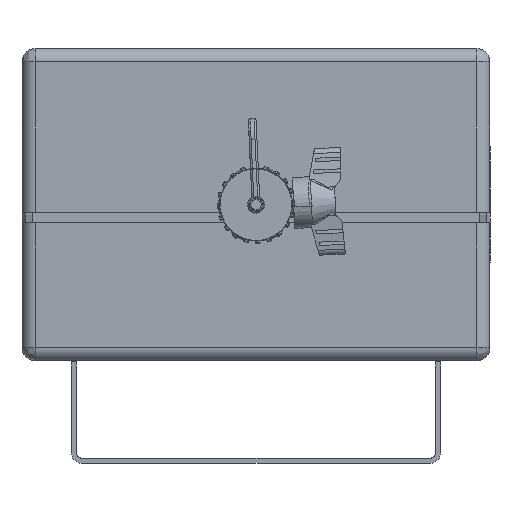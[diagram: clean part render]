
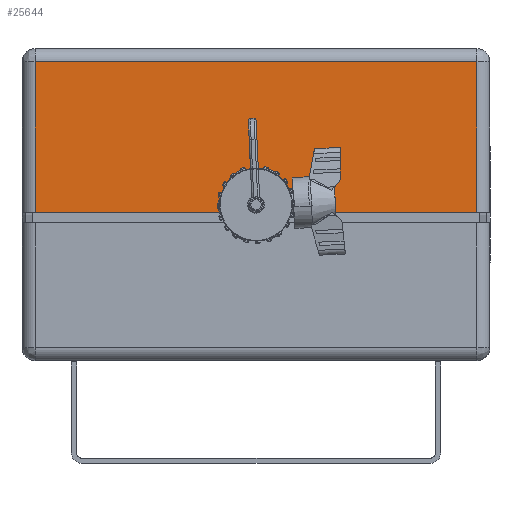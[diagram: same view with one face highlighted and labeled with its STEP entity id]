
A CAD part, front view. The second image highlights one B-rep face of the part: STEP entity #25644.
In plain terms, the highlighted planar face has unit normal (0, -1, 0).
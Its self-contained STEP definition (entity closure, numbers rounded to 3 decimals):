
#432 = CARTESIAN_POINT ( 'NONE',  ( 13.5, -465., 60. ) ) ;
#532 = VERTEX_POINT ( 'NONE', #16718 ) ;
#569 = CARTESIAN_POINT ( 'NONE',  ( -90., -465., 120. ) ) ;
#727 = EDGE_CURVE ( 'Defeature completata1_324+Defeature completata1_313+Defeature completata1_312+Defeature completata1_314', #21693, #25422, #14967, .T. ) ;
#762 = DIRECTION ( 'NONE',  ( 0., 0., -1. ) ) ;
#1516 = VERTEX_POINT ( 'NONE', #6166 ) ;
#2349 = CARTESIAN_POINT ( 'NONE',  ( 0., -465., 60. ) ) ;
#2546 = LINE ( 'NONE', #15523, #8639 ) ;
#3694 = EDGE_CURVE ( 'Defeature completata1_324+Defeature completata1_316+Defeature completata1_315+Defeature completata1_310', #25387, #4755, #2546, .T. ) ;
#3699 = DIRECTION ( 'NONE',  ( 0., 0., 1. ) ) ;
#4755 = VERTEX_POINT ( 'NONE', #33260 ) ;
#4891 = LINE ( 'NONE', #12513, #23653 ) ;
#4972 = EDGE_CURVE ( 'Defeature completata1_328+Defeature completata1_324+Defeature completata1_323+Defeature completata1_322', #1516, #19491, #23187, .T. ) ;
#5270 = ORIENTED_EDGE ( 'NONE', *, *, #16160, .T. ) ;
#5927 = DIRECTION ( 'NONE',  ( 0., 0., 1. ) ) ;
#6166 = CARTESIAN_POINT ( 'NONE',  ( -85., -465., 115. ) ) ;
#6305 = LINE ( 'NONE', #16852, #22267 ) ;
#6498 = DIRECTION ( 'NONE',  ( 1., 0., 0. ) ) ;
#7986 = CARTESIAN_POINT ( 'NONE',  ( 0., -465., 60. ) ) ;
#8196 = FACE_OUTER_BOUND ( 'NONE', #10867, .T. ) ;
#8639 = VECTOR ( 'NONE', #26448, 1000. ) ;
#8940 = EDGE_CURVE ( 'Defeature completata1_324+Defeature completata1_312+Defeature completata1_311+Defeature completata1_313', #31274, #21693, #4891, .T. ) ;
#9104 = CARTESIAN_POINT ( 'NONE',  ( -85., -465., 57. ) ) ;
#9451 = CARTESIAN_POINT ( 'NONE',  ( -90., -465., 57. ) ) ;
#10867 = EDGE_LOOP ( 'NONE', ( #18388, #26873, #29768, #5270, #33382, #23911, #30509, #31771, #20678 ) ) ;
#11999 = CARTESIAN_POINT ( 'NONE',  ( -85., -465., 120. ) ) ;
#12244 = CIRCLE ( 'NONE', #13350, 13.5 ) ;
#12513 = CARTESIAN_POINT ( 'NONE',  ( 13.5, -465., 120. ) ) ;
#13204 = PLANE ( 'NONE',  #26557 ) ;
#13340 = DIRECTION ( 'NONE',  ( 0., 1., 0. ) ) ;
#13350 = AXIS2_PLACEMENT_3D ( 'NONE', #7986, #13340, #23586 ) ;
#14967 = LINE ( 'NONE', #9451, #30164 ) ;
#15012 = CIRCLE ( 'NONE', #24996, 13.5 ) ;
#15254 = EDGE_CURVE ( 'Defeature completata1_324+Defeature completata1_314+Defeature completata1_313+Defeature completata1_328', #25422, #19491, #6305, .T. ) ;
#15486 = DIRECTION ( 'NONE',  ( 0., 0., 1. ) ) ;
#15523 = CARTESIAN_POINT ( 'NONE',  ( -90., -465., 57. ) ) ;
#15706 = DIRECTION ( 'NONE',  ( 1., 0., 0. ) ) ;
#16160 = EDGE_CURVE ( 'Defeature completata1_324+Defeature completata1_311+Defeature completata1_310+Defeature completata1_312', #26547, #532, #15012, .T. ) ;
#16718 = CARTESIAN_POINT ( 'NONE',  ( 0., -465., 73.5 ) ) ;
#16852 = CARTESIAN_POINT ( 'NONE',  ( 85., -465., 120. ) ) ;
#17391 = CARTESIAN_POINT ( 'NONE',  ( 85., -465., 57. ) ) ;
#18388 = ORIENTED_EDGE ( 'NONE', *, *, #33733, .T. ) ;
#18590 = LINE ( 'NONE', #26918, #28870 ) ;
#19491 = VERTEX_POINT ( 'NONE', #30629 ) ;
#19794 = LINE ( 'NONE', #11999, #23441 ) ;
#20678 = ORIENTED_EDGE ( 'NONE', *, *, #4972, .F. ) ;
#21100 = EDGE_CURVE ( 'Defeature completata1_324+Defeature completata1_310+Defeature completata1_316+Defeature completata1_311', #4755, #26547, #18590, .T. ) ;
#21693 = VERTEX_POINT ( 'NONE', #28431 ) ;
#21994 = VECTOR ( 'NONE', #15706, 1000. ) ;
#22267 = VECTOR ( 'NONE', #3699, 1000. ) ;
#23187 = LINE ( 'NONE', #33766, #21994 ) ;
#23441 = VECTOR ( 'NONE', #762, 1000. ) ;
#23586 = DIRECTION ( 'NONE',  ( 0., 0., 1. ) ) ;
#23653 = VECTOR ( 'NONE', #24422, 1000. ) ;
#23792 = DIRECTION ( 'NONE',  ( 0., -1., 0. ) ) ;
#23911 = ORIENTED_EDGE ( 'NONE', *, *, #8940, .T. ) ;
#24422 = DIRECTION ( 'NONE',  ( 0., 0., -1. ) ) ;
#24996 = AXIS2_PLACEMENT_3D ( 'NONE', #2349, #25750, #15486 ) ;
#25387 = VERTEX_POINT ( 'NONE', #9104 ) ;
#25422 = VERTEX_POINT ( 'NONE', #17391 ) ;
#25644 = ADVANCED_FACE ( 'Defeature completata1_324', ( #8196 ), #13204, .T. ) ;
#25750 = DIRECTION ( 'NONE',  ( 0., 1., 0. ) ) ;
#26448 = DIRECTION ( 'NONE',  ( 1., 0., 0. ) ) ;
#26547 = VERTEX_POINT ( 'NONE', #31994 ) ;
#26557 = AXIS2_PLACEMENT_3D ( 'NONE', #569, #23792, #5927 ) ;
#26873 = ORIENTED_EDGE ( 'NONE', *, *, #3694, .T. ) ;
#26918 = CARTESIAN_POINT ( 'NONE',  ( -13.5, -465., 120. ) ) ;
#27087 = DIRECTION ( 'NONE',  ( 0., 0., 1. ) ) ;
#28431 = CARTESIAN_POINT ( 'NONE',  ( 13.5, -465., 57. ) ) ;
#28870 = VECTOR ( 'NONE', #27087, 1000. ) ;
#29768 = ORIENTED_EDGE ( 'NONE', *, *, #21100, .T. ) ;
#30164 = VECTOR ( 'NONE', #6498, 1000. ) ;
#30509 = ORIENTED_EDGE ( 'NONE', *, *, #727, .T. ) ;
#30629 = CARTESIAN_POINT ( 'NONE',  ( 85., -465., 115. ) ) ;
#31274 = VERTEX_POINT ( 'NONE', #432 ) ;
#31771 = ORIENTED_EDGE ( 'NONE', *, *, #15254, .T. ) ;
#31929 = EDGE_CURVE ( 'Defeature completata1_324+Defeature completata1_311+Defeature completata1_310+Defeature completata1_312', #532, #31274, #12244, .T. ) ;
#31994 = CARTESIAN_POINT ( 'NONE',  ( -13.5, -465., 60. ) ) ;
#33260 = CARTESIAN_POINT ( 'NONE',  ( -13.5, -465., 57. ) ) ;
#33382 = ORIENTED_EDGE ( 'NONE', *, *, #31929, .T. ) ;
#33733 = EDGE_CURVE ( 'Defeature completata1_324+Defeature completata1_315+Defeature completata1_328+Defeature completata1_316', #1516, #25387, #19794, .T. ) ;
#33766 = CARTESIAN_POINT ( 'NONE',  ( -45., -465., 115. ) ) ;
